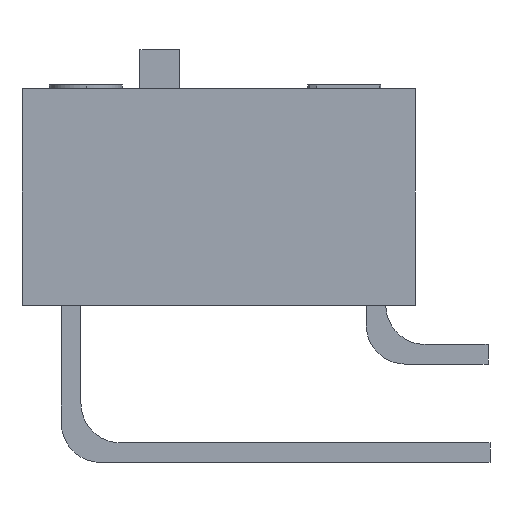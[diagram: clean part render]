
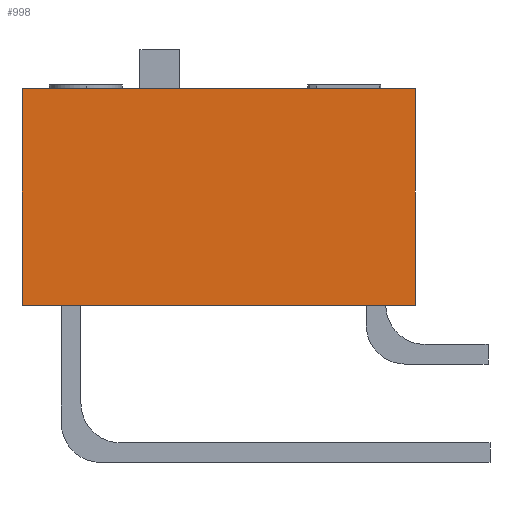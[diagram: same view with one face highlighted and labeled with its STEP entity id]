
A CAD part, left-side view. The second image highlights one B-rep face of the part: STEP entity #998.
In plain terms, the highlighted planar face has unit normal (-1, 0, 0).
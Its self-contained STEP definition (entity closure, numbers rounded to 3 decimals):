
#128 = DIRECTION ( 'NONE',  ( 0., 0., 1. ) ) ;
#131 = CARTESIAN_POINT ( 'NONE',  ( 0., 10., 1. ) ) ;
#470 = VERTEX_POINT ( 'NONE', #13086 ) ;
#476 = VERTEX_POINT ( 'NONE', #13136 ) ;
#752 = EDGE_CURVE ( 'NONE', #7558, #470, #7621, .T. ) ;
#998 = ADVANCED_FACE ( 'NONE', ( #9234 ), #14387, .T. ) ;
#1119 = EDGE_CURVE ( 'NONE', #7576, #476, #9399, .T. ) ;
#1268 = EDGE_LOOP ( 'NONE', ( #12407, #12698, #12812, #12825 ) ) ;
#1580 = VECTOR ( 'NONE', #2682, 1000. ) ;
#1625 = VECTOR ( 'NONE', #2854, 1000. ) ;
#2256 = CARTESIAN_POINT ( 'NONE',  ( 0., 10., 1. ) ) ;
#2274 = CARTESIAN_POINT ( 'NONE',  ( 0., 0., 1. ) ) ;
#2681 = CARTESIAN_POINT ( 'NONE',  ( 0., 10., 1. ) ) ;
#2682 = DIRECTION ( 'NONE',  ( 0., -1., 0. ) ) ;
#2852 = CARTESIAN_POINT ( 'NONE',  ( 0., 10., 6.5 ) ) ;
#2854 = DIRECTION ( 'NONE',  ( 0., -1., 0. ) ) ;
#4882 = VECTOR ( 'NONE', #10056, 1000. ) ;
#7558 = VERTEX_POINT ( 'NONE', #2256 ) ;
#7576 = VERTEX_POINT ( 'NONE', #2274 ) ;
#7621 = LINE ( 'NONE', #131, #8217 ) ;
#7832 = EDGE_CURVE ( 'NONE', #7558, #7576, #9642, .T. ) ;
#7879 = EDGE_CURVE ( 'NONE', #470, #476, #9689, .T. ) ;
#8217 = VECTOR ( 'NONE', #128, 1000. ) ;
#9234 = FACE_OUTER_BOUND ( 'NONE', #1268, .T. ) ;
#9399 = LINE ( 'NONE', #10055, #4882 ) ;
#9642 = LINE ( 'NONE', #2681, #1580 ) ;
#9689 = LINE ( 'NONE', #2852, #1625 ) ;
#10055 = CARTESIAN_POINT ( 'NONE',  ( 0., 0., 1. ) ) ;
#10056 = DIRECTION ( 'NONE',  ( 0., 0., 1. ) ) ;
#12407 = ORIENTED_EDGE ( 'NONE', *, *, #7879, .F. ) ;
#12698 = ORIENTED_EDGE ( 'NONE', *, *, #752, .F. ) ;
#12812 = ORIENTED_EDGE ( 'NONE', *, *, #7832, .T. ) ;
#12825 = ORIENTED_EDGE ( 'NONE', *, *, #1119, .T. ) ;
#13086 = CARTESIAN_POINT ( 'NONE',  ( 0., 10., 6.5 ) ) ;
#13136 = CARTESIAN_POINT ( 'NONE',  ( 0., 0., 6.5 ) ) ;
#14387 = PLANE ( 'NONE',  #14874 ) ;
#14388 = CARTESIAN_POINT ( 'NONE',  ( 0., 10., 1. ) ) ;
#14389 = DIRECTION ( 'NONE',  ( -1., 0., 0. ) ) ;
#14390 = DIRECTION ( 'NONE',  ( 0., -1., 0. ) ) ;
#14874 = AXIS2_PLACEMENT_3D ( 'NONE', #14388, #14389, #14390 ) ;
